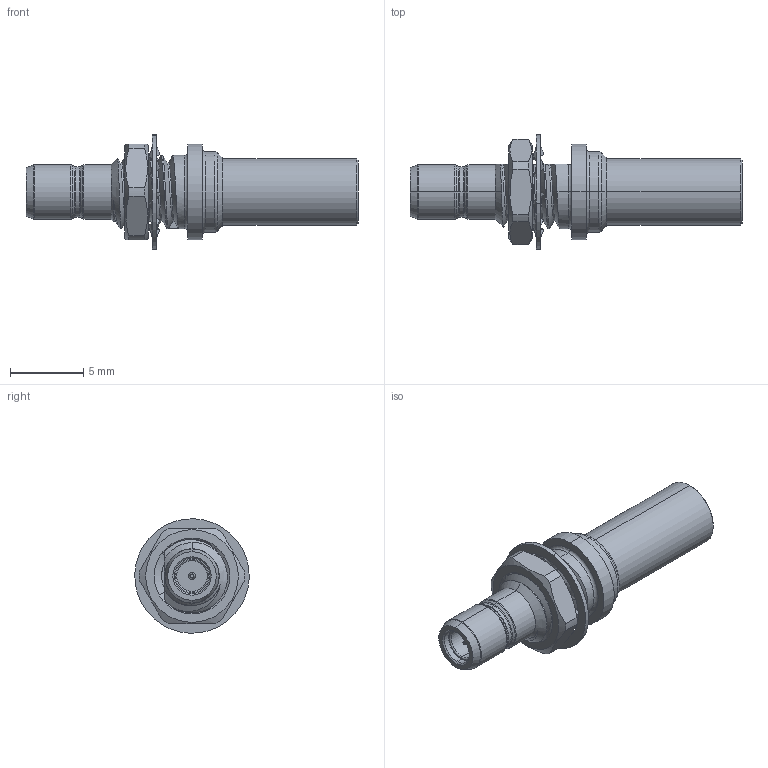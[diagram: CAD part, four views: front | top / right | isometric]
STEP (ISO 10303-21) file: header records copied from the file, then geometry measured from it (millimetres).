
FILE_DESCRIPTION (( 'STEP AP214' ), '1' );
FILE_NAME ('Âèëêà_ÑÐ-50-1-02-Â-Ï-Îá-054.STEP', '2018-12-03T07:54:35', ( 'User' ), ( '' ), 'SwSTEP 2.0', 'SolidWorks 2016', '' );
FILE_SCHEMA (( 'AUTOMOTIVE_DESIGN' ));
Length unit declared in the file: millimetre
Products named in the file (1): Âèëêà_ÑÐ-50-1-02-Â-Ï-Îá-054
Bounding box: 22.6 x 7.8 x 7.8 mm (x, y, z)
Volume: 295.2 mm3; surface area: 780.3 mm2
Topology: 3 solids, 4 shells, 210 faces, 506 edges, 311 vertices
Faces by surface type: cylinder 72, bspline 53, cone 41, plane 23, torus 21
Entity records: 13961 total; most frequent: CARTESIAN_POINT 7242, ORIENTED_EDGE 1012, DIRECTION 774, EDGE_CURVE 506, AXIS2_PLACEMENT_3D 325, VERTEX_POINT 311, EDGE_LOOP 223, UNCERTAINTY_MEASURE_WITH_UNIT 215
